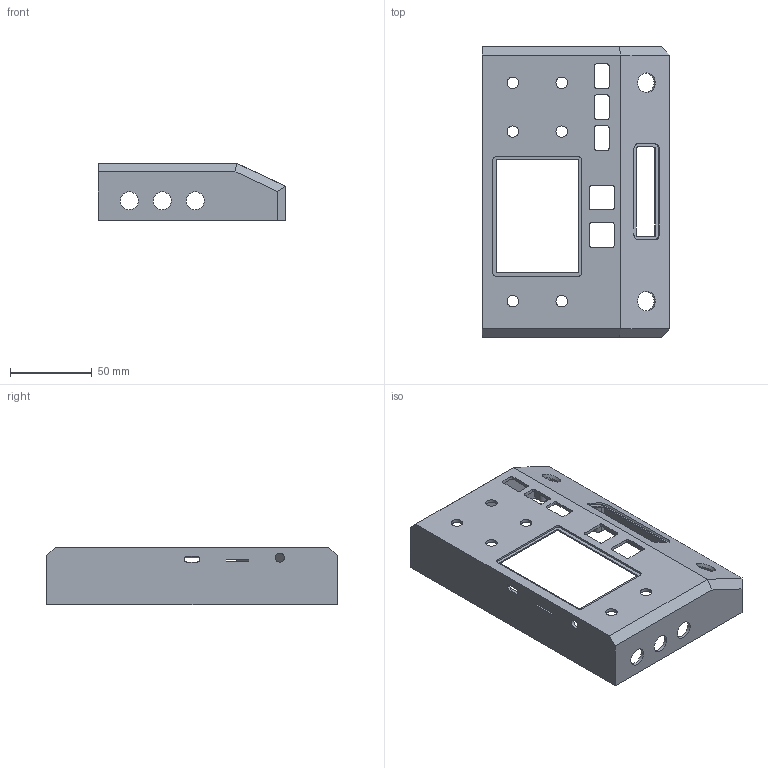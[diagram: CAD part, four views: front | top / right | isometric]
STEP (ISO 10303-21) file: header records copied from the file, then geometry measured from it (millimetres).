
FILE_DESCRIPTION(('STEP AP203'), '1');
FILE_NAME('korp', '', ('UNSPECIFIED'), ('UNSPECIFIED'), 'ASCON STEP Converter 1.6', 'ASCON Math Kernel', '');
FILE_SCHEMA(('CONFIG_CONTROL_DESIGN'));
Length unit declared in the file: millimetre
Bounding box: 115 x 178 x 35 mm (x, y, z)
Volume: 65157.2 mm3; surface area: 66967.9 mm2
Topology: 1 solids, 1 shells, 171 faces, 472 edges, 312 vertices
Faces by surface type: plane 103, cylinder 67, bspline 1
Full cylindrical faces by diameter (mm): 2.8 x8, 5.5 x1, 7 x6, 11 x6, 12 x2
Entity records: 6875 total; most frequent: CARTESIAN_POINT 1007, DIRECTION 907, ORIENTED_EDGE 898, EDGE_CURVE 449, VERTEX_POINT 312, AXIS2_PLACEMENT_3D 304, LINE 299, VECTOR 299
